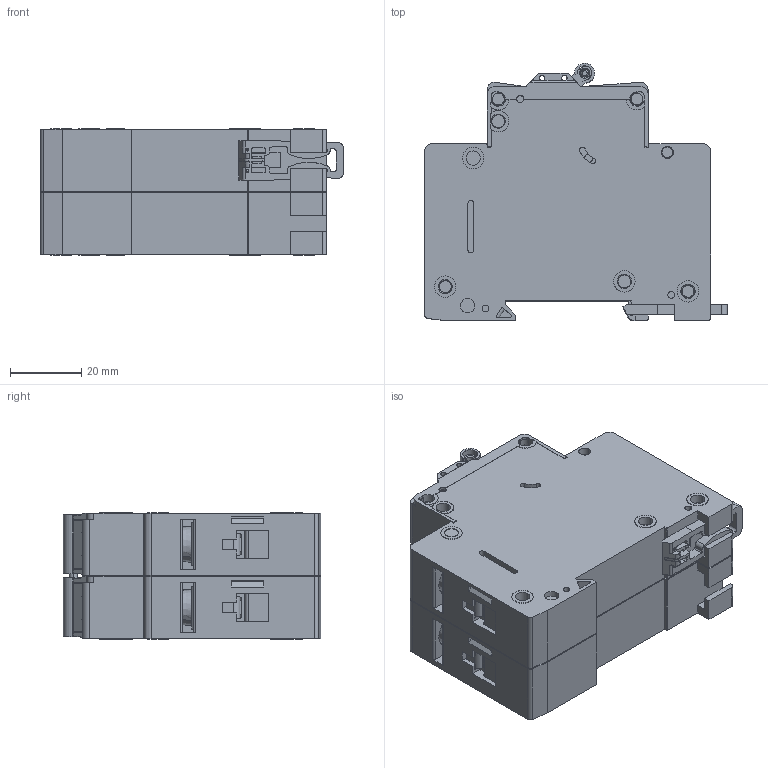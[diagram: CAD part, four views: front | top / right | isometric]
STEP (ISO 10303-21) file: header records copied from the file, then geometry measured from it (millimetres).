
FILE_DESCRIPTION(('OneSpaceDesigner STEP Export'),'2;1');
FILE_NAME('ls9002-UNI-C-3D-Dummy.stp','2009-11-18T17:18:42',(''),(''),'OneSpace Designer STEP processor for AP214 (Solid Model)','OneSpace Modeling 15.50B 03-Nov-2007 (C) CoCreate Software GmbH','');
FILE_SCHEMA(('AUTOMOTIVE_DESIGN { 1 0 10303 214 1 1 1 1 }'));
Products named in the file (2): ls9002-UNI-C-3D-Dummy
Assembly tree (1 placements, depth 2):
  ls9002-UNI-C-3D-Dummy
    ls9002-UNI-C-3D-Dummy
Bounding box: 84.7 x 72.06 x 35.4 mm (x, y, z)
Volume: 148244.3 mm3; surface area: 38517.6 mm2
Topology: 1 solids, 1 shells, 1819 faces, 5096 edges, 3315 vertices
Faces by surface type: plane 1100, cylinder 555, cone 88, torus 54, sphere 20, bspline 2
Entity records: 59773 total; most frequent: CARTESIAN_POINT 14701, ORIENTED_EDGE 10144, DIRECTION 8561, EDGE_CURVE 5072, VERTEX_POINT 3315, VECTOR 3215, LINE 3215, AXIS2_PLACEMENT_3D 2673
